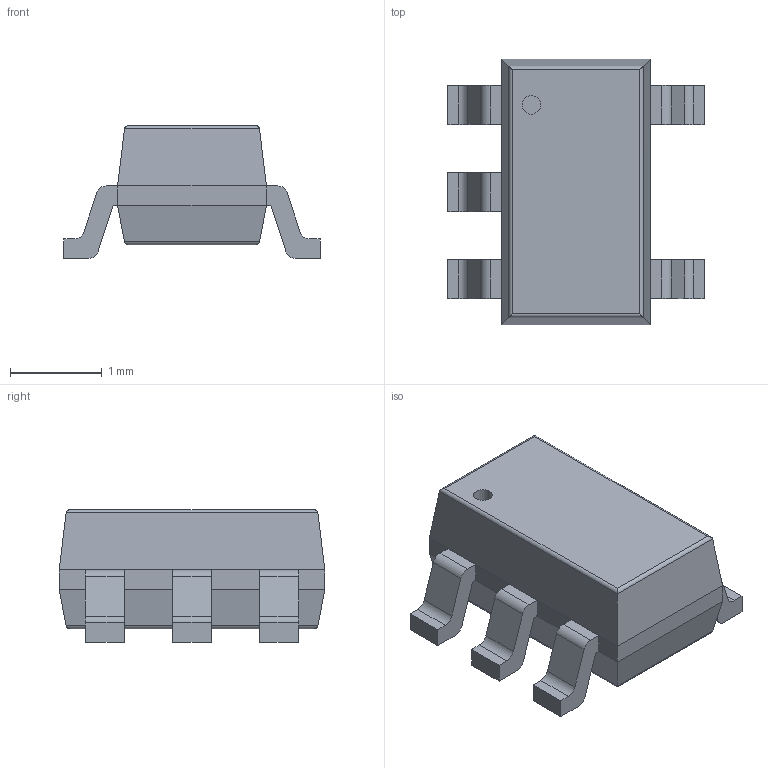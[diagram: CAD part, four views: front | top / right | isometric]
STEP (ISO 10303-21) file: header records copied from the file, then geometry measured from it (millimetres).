
FILE_DESCRIPTION(('FreeCAD Model'),'2;1');
FILE_NAME('1148935.2.1.stp','2022-09-08T04:25:03',( 'Author'),(''),'Open CASCADE STEP processor 6.9','FreeCAD','Unknown' );
FILE_SCHEMA(('AUTOMOTIVE_DESIGN { 1 0 10303 214 1 1 1 1 }'));
Length unit declared in the file: millimetre
Products named in the file (4): ASSEMBLY; Body; PinsArrayL; PinsArrayR
Assembly tree (3 placements, depth 2):
  ASSEMBLY
    Body
    PinsArrayL
    PinsArrayR
Bounding box: 2.8 x 2.9 x 1.45 mm (x, y, z)
Volume: 6.2 mm3; surface area: 26.6 mm2
Topology: 6 solids, 6 shells, 89 faces, 212 edges, 136 vertices
Faces by surface type: plane 65, cylinder 24
Full cylindrical faces by diameter (mm): 0.203 x1
Entity records: 5538 total; most frequent: CARTESIAN_POINT 1093, DIRECTION 821, LINE 538, VECTOR 538, ORIENTED_EDGE 424, PCURVE 424, DEFINITIONAL_REPRESENTATION 424, EDGE_CURVE 212
